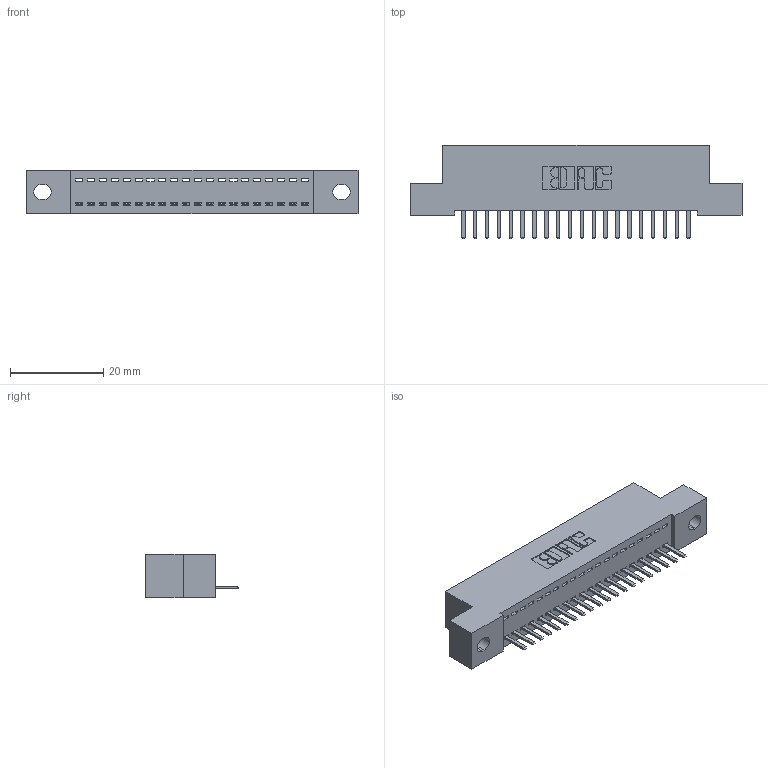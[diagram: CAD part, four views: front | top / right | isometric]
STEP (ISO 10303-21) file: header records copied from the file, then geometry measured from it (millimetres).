
FILE_DESCRIPTION (( 'STEP AP203' ), '1' );
FILE_NAME ('342-020-520-102.STEP', '2019-10-01T20:50:33', ( '' ), ( '' ), 'SwSTEP 2.0', 'SolidWorks 2016', '' );
FILE_SCHEMA (( 'CONFIG_CONTROL_DESIGN' ));
Length unit declared in the file: inch
Products named in the file (3): 342 Part_.128 Slot; 345-292-001_345-293-120; 342-020-520-102
Assembly tree (21 placements, depth 2):
  342-020-520-102
    342 Part_.128 Slot
    345-292-001_345-293-120  x20
Bounding box: 71.12 x 20.02 x 9.4 mm (x, y, z)
Volume: 6045.1 mm3; surface area: 8041.8 mm2
Topology: 21 solids, 21 shells, 1354 faces, 3991 edges, 2606 vertices
Faces by surface type: plane 950, cylinder 404
Entity records: 15189 total; most frequent: CARTESIAN_POINT 2642, ORIENTED_EDGE 2586, DIRECTION 2261, EDGE_CURVE 1293, VECTOR 1161, LINE 1161, VERTEX_POINT 858, AXIS2_PLACEMENT_3D 550
